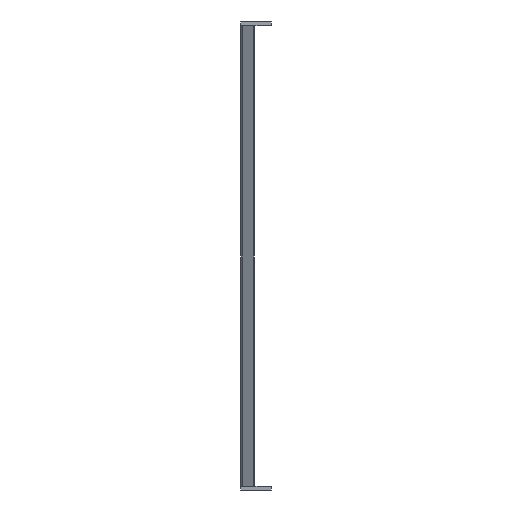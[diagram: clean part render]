
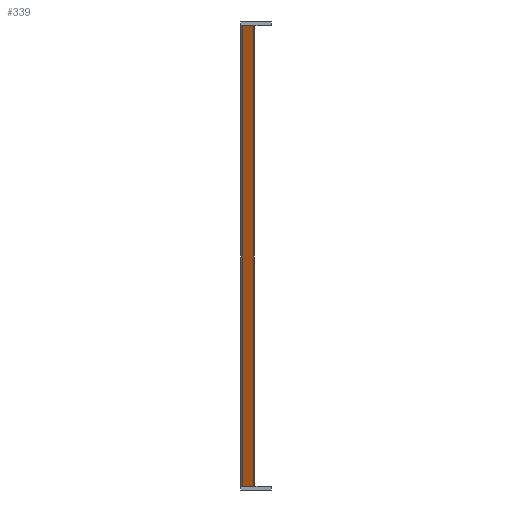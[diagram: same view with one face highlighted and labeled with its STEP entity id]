
A CAD part, left-side view. The second image highlights one B-rep face of the part: STEP entity #339.
In plain terms, the highlighted planar face has unit normal (-0.866, 0.5, 0).
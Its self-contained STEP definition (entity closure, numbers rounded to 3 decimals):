
#96 = DIRECTION ( 'NONE',  ( 0.5, 0.866, 0. ) ) ;
#101 = EDGE_CURVE ( 'NONE', #464, #447, #853, .T. ) ;
#126 = AXIS2_PLACEMENT_3D ( 'NONE', #866, #859, #856 ) ;
#134 = CARTESIAN_POINT ( 'NONE',  ( -18.762, -1., -600. ) ) ;
#253 = DIRECTION ( 'NONE',  ( 0., 0., 1. ) ) ;
#255 = CARTESIAN_POINT ( 'NONE',  ( -28., -17., -600. ) ) ;
#262 = ORIENTED_EDGE ( 'NONE', *, *, #472, .T. ) ;
#263 = EDGE_LOOP ( 'NONE', ( #262, #270, #276, #279 ) ) ;
#270 = ORIENTED_EDGE ( 'NONE', *, *, #501, .F. ) ;
#276 = ORIENTED_EDGE ( 'NONE', *, *, #101, .F. ) ;
#279 = ORIENTED_EDGE ( 'NONE', *, *, #331, .T. ) ;
#331 = EDGE_CURVE ( 'NONE', #464, #535, #553, .T. ) ;
#339 = ADVANCED_FACE ( 'NONE', ( #768 ), #875, .F. ) ;
#368 = CARTESIAN_POINT ( 'NONE',  ( -19.34, -2., 0. ) ) ;
#430 = CARTESIAN_POINT ( 'NONE',  ( -28., -17., 0. ) ) ;
#447 = VERTEX_POINT ( 'NONE', #581 ) ;
#464 = VERTEX_POINT ( 'NONE', #567 ) ;
#472 = EDGE_CURVE ( 'NONE', #535, #580, #675, .T. ) ;
#481 = DIRECTION ( 'NONE',  ( 0., 0., 1. ) ) ;
#486 = CARTESIAN_POINT ( 'NONE',  ( -19.34, -2., -600. ) ) ;
#501 = EDGE_CURVE ( 'NONE', #447, #580, #637, .T. ) ;
#515 = VECTOR ( 'NONE', #253, 1000. ) ;
#535 = VERTEX_POINT ( 'NONE', #430 ) ;
#553 = LINE ( 'NONE', #255, #515 ) ;
#557 = CARTESIAN_POINT ( 'NONE',  ( -18.762, -1., 0. ) ) ;
#567 = CARTESIAN_POINT ( 'NONE',  ( -28., -17., -600. ) ) ;
#571 = DIRECTION ( 'NONE',  ( 0.5, 0.866, 0. ) ) ;
#580 = VERTEX_POINT ( 'NONE', #368 ) ;
#581 = CARTESIAN_POINT ( 'NONE',  ( -19.34, -2., -600. ) ) ;
#631 = VECTOR ( 'NONE', #481, 1000. ) ;
#637 = LINE ( 'NONE', #486, #631 ) ;
#675 = LINE ( 'NONE', #557, #704 ) ;
#704 = VECTOR ( 'NONE', #571, 1000. ) ;
#768 = FACE_OUTER_BOUND ( 'NONE', #263, .T. ) ;
#848 = VECTOR ( 'NONE', #96, 1000. ) ;
#853 = LINE ( 'NONE', #134, #848 ) ;
#856 = DIRECTION ( 'NONE',  ( 0.5, 0.866, 0. ) ) ;
#859 = DIRECTION ( 'NONE',  ( 0.866, -0.5, 0. ) ) ;
#866 = CARTESIAN_POINT ( 'NONE',  ( -18.762, -1., -600. ) ) ;
#875 = PLANE ( 'NONE',  #126 ) ;
